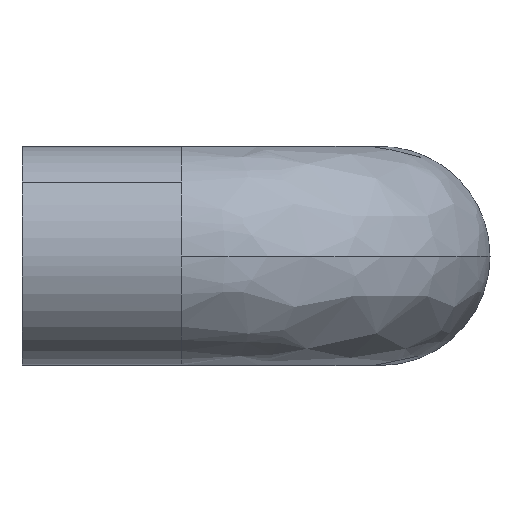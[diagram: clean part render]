
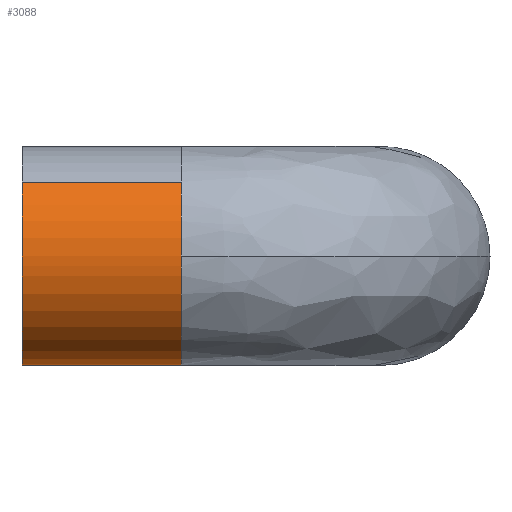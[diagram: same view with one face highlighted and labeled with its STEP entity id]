
A CAD part, left-side view. The second image highlights one B-rep face of the part: STEP entity #3088.
In plain terms, the highlighted free-form (B-spline) face has degree [2, 1] with [5, 2] control points.
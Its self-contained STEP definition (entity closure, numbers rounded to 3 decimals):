
#2653=CARTESIAN_POINT('',(-5.5,-8.,0.));
#2654=VERTEX_POINT('',#2653);
#2709=CARTESIAN_POINT('',(-4.055,-8.,3.716));
#2710=VERTEX_POINT('',#2709);
#2721=CARTESIAN_POINT('',(-5.5,-8.,0.));
#2722=CARTESIAN_POINT('',(-5.5,-8.,0.489));
#2723=CARTESIAN_POINT('',(-5.375,-8.,1.424));
#2724=CARTESIAN_POINT('',(-4.856,-8.,2.692));
#2725=CARTESIAN_POINT('',(-4.342,-8.,3.402));
#2726=CARTESIAN_POINT('',(-4.055,-8.,3.716));
#2727=B_SPLINE_CURVE_WITH_KNOTS('',3,(#2721,#2722,#2723,#2724,#2725,#2726),.UNSPECIFIED.,.F.,.U.,(4,1,1,4),(0.,1.466,2.805,4.08),.UNSPECIFIED.);
#2728=EDGE_CURVE('',#2654,#2710,#2727,.T.);
#2763=CARTESIAN_POINT('',(0.0,-8.0,-5.5));
#2764=VERTEX_POINT('',#2763);
#2765=CARTESIAN_POINT('',(0.0,-8.0,-5.5));
#2766=CARTESIAN_POINT('',(-0.292,-8.,-5.5));
#2767=CARTESIAN_POINT('',(-0.922,-8.,-5.45));
#2768=CARTESIAN_POINT('',(-1.776,-8.,-5.23));
#2769=CARTESIAN_POINT('',(-2.685,-8.,-4.834));
#2770=CARTESIAN_POINT('',(-3.457,-8.,-4.318));
#2771=CARTESIAN_POINT('',(-4.184,-8.,-3.609));
#2772=CARTESIAN_POINT('',(-4.718,-8.,-2.88));
#2773=CARTESIAN_POINT('',(-5.159,-8.,-1.99));
#2774=CARTESIAN_POINT('',(-5.436,-8.,-1.035));
#2775=CARTESIAN_POINT('',(-5.5,-8.,-0.337));
#2776=CARTESIAN_POINT('',(-5.5,-8.,0.));
#2777=B_SPLINE_CURVE_WITH_KNOTS('',3,(#2765,#2766,#2767,#2768,#2769,#2770,#2771,#2772,#2773,#2774,#2775,#2776),.UNSPECIFIED.,.F.,.U.,(4,1,1,1,1,1,1,1,1,4),(0.,0.877,1.89,2.632,3.847,4.657,5.67,6.547,7.627,8.639),.UNSPECIFIED.);
#2778=EDGE_CURVE('',#2764,#2654,#2777,.T.);
#2780=CARTESIAN_POINT('',(4.055,-8.,-3.716));
#2781=VERTEX_POINT('',#2780);
#2782=CARTESIAN_POINT('',(4.055,-8.,-3.716));
#2783=CARTESIAN_POINT('',(3.814,-8.,-3.978));
#2784=CARTESIAN_POINT('',(3.335,-8.,-4.409));
#2785=CARTESIAN_POINT('',(2.486,-8.,-4.938));
#2786=CARTESIAN_POINT('',(1.401,-8.,-5.374));
#2787=CARTESIAN_POINT('',(0.522,-8.,-5.5));
#2788=CARTESIAN_POINT('',(0.0,-8.0,-5.5));
#2789=B_SPLINE_CURVE_WITH_KNOTS('',3,(#2782,#2783,#2784,#2785,#2786,#2787,#2788),.UNSPECIFIED.,.F.,.U.,(4,1,1,1,4),(0.,1.069,1.924,2.992,4.56),.UNSPECIFIED.);
#2790=EDGE_CURVE('',#2781,#2764,#2789,.T.);
#2967=CARTESIAN_POINT('',(4.055,0.,-3.716));
#2968=VERTEX_POINT('',#2967);
#2996=CARTESIAN_POINT('',(-4.055,0.,3.716));
#2997=VERTEX_POINT('',#2996);
#3008=CARTESIAN_POINT('',(-4.055,0.,3.716));
#3009=CARTESIAN_POINT('',(-4.055,-8.,3.716));
#3010=QUASI_UNIFORM_CURVE('',1,(#3008,#3009),.UNSPECIFIED.,.F.,.U.);
#3011=EDGE_CURVE('',#2997,#2710,#3010,.T.);
#3016=CARTESIAN_POINT('',(4.055,0.,-3.716));
#3017=CARTESIAN_POINT('',(4.055,-8.,-3.716));
#3018=QUASI_UNIFORM_CURVE('',1,(#3016,#3017),.UNSPECIFIED.,.F.,.U.);
#3019=EDGE_CURVE('',#2968,#2781,#3018,.T.);
#3024=CARTESIAN_POINT('',(-4.055,0.2,3.716));
#3025=CARTESIAN_POINT('',(-7.771,0.2,-0.339));
#3026=CARTESIAN_POINT('',(-3.716,0.2,-4.055));
#3027=CARTESIAN_POINT('',(0.339,0.2,-7.771));
#3028=CARTESIAN_POINT('',(4.055,0.2,-3.716));
#3029=CARTESIAN_POINT('',(-4.055,-8.205,3.716));
#3030=CARTESIAN_POINT('',(-7.771,-8.205,-0.339));
#3031=CARTESIAN_POINT('',(-3.716,-8.205,-4.055));
#3032=CARTESIAN_POINT('',(0.339,-8.205,-7.771));
#3033=CARTESIAN_POINT('',(4.055,-8.205,-3.716));
#3041=(BOUNDED_SURFACE()B_SPLINE_SURFACE(2,1,((#3024,#3029),(#3025,#3030),(#3026,#3031),(#3027,#3032),(#3028,#3033)),.UNSPECIFIED.,.F.,.F.,.U.)B_SPLINE_SURFACE_WITH_KNOTS((3,2,3),(2,2),(0.0,9.113,18.225),(0.0,8.405),.UNSPECIFIED.)GEOMETRIC_REPRESENTATION_ITEM()RATIONAL_B_SPLINE_SURFACE(((1.0,1.0),(0.707,0.707),(1.0,1.0),(0.707,0.707),(1.0,1.0)))REPRESENTATION_ITEM('')SURFACE());
#3042=CARTESIAN_POINT('',(0.0,0.0,-5.5));
#3043=VERTEX_POINT('',#3042);
#3044=CARTESIAN_POINT('',(4.055,0.,-3.716));
#3045=CARTESIAN_POINT('',(3.814,0.,-3.978));
#3046=CARTESIAN_POINT('',(3.229,0.,-4.505));
#3047=CARTESIAN_POINT('',(2.252,0.,-5.061));
#3048=CARTESIAN_POINT('',(1.14,0.,-5.419));
#3049=CARTESIAN_POINT('',(0.404,0.,-5.5));
#3050=CARTESIAN_POINT('',(0.0,0.0,-5.5));
#3051=B_SPLINE_CURVE_WITH_KNOTS('',3,(#3044,#3045,#3046,#3047,#3048,#3049,#3050),.UNSPECIFIED.,.F.,.U.,(4,1,1,1,4),(0.,1.069,2.351,3.349,4.56),.UNSPECIFIED.);
#3052=EDGE_CURVE('',#2968,#3043,#3051,.T.);
#3053=ORIENTED_EDGE('',*,*,#3052,.F.);
#3054=ORIENTED_EDGE('',*,*,#3019,.T.);
#3055=ORIENTED_EDGE('',*,*,#2790,.T.);
#3056=ORIENTED_EDGE('',*,*,#2778,.T.);
#3057=ORIENTED_EDGE('',*,*,#2728,.T.);
#3058=ORIENTED_EDGE('',*,*,#3011,.F.);
#3059=CARTESIAN_POINT('',(-5.5,0.0,0.));
#3060=VERTEX_POINT('',#3059);
#3061=CARTESIAN_POINT('',(-5.5,0.0,0.));
#3062=CARTESIAN_POINT('',(-5.5,0.,0.382));
#3063=CARTESIAN_POINT('',(-5.44,0.,0.956));
#3064=CARTESIAN_POINT('',(-5.215,0.,1.799));
#3065=CARTESIAN_POINT('',(-4.839,0.,2.705));
#3066=CARTESIAN_POINT('',(-4.385,0.,3.356));
#3067=CARTESIAN_POINT('',(-4.055,0.,3.716));
#3068=B_SPLINE_CURVE_WITH_KNOTS('',3,(#3061,#3062,#3063,#3064,#3065,#3066,#3067),.UNSPECIFIED.,.F.,.U.,(4,1,1,1,4),(0.,1.147,1.721,2.614,4.08),.UNSPECIFIED.);
#3069=EDGE_CURVE('',#3060,#2997,#3068,.T.);
#3070=ORIENTED_EDGE('',*,*,#3069,.F.);
#3071=CARTESIAN_POINT('',(0.0,0.0,-5.5));
#3072=CARTESIAN_POINT('',(-0.427,0.0,-5.5));
#3073=CARTESIAN_POINT('',(-1.192,0.0,-5.41));
#3074=CARTESIAN_POINT('',(-2.199,0.0,-5.071));
#3075=CARTESIAN_POINT('',(-2.953,0.0,-4.662));
#3076=CARTESIAN_POINT('',(-3.586,0.0,-4.192));
#3077=CARTESIAN_POINT('',(-4.281,0.0,-3.515));
#3078=CARTESIAN_POINT('',(-4.853,0.0,-2.669));
#3079=CARTESIAN_POINT('',(-5.215,0.0,-1.794));
#3080=CARTESIAN_POINT('',(-5.439,0.0,-0.967));
#3081=CARTESIAN_POINT('',(-5.5,0.0,-0.382));
#3082=CARTESIAN_POINT('',(-5.5,0.0,0.));
#3083=B_SPLINE_CURVE_WITH_KNOTS('',3,(#3071,#3072,#3073,#3074,#3075,#3076,#3077,#3078,#3079,#3080,#3081,#3082),.UNSPECIFIED.,.F.,.U.,(4,1,1,1,1,1,1,1,1,4),(0.,1.282,2.295,3.172,3.847,4.657,6.075,6.885,7.492,8.639),.UNSPECIFIED.);
#3084=EDGE_CURVE('',#3043,#3060,#3083,.T.);
#3085=ORIENTED_EDGE('',*,*,#3084,.F.);
#3086=EDGE_LOOP('',(#3053,#3054,#3055,#3056,#3057,#3058,#3070,#3085));
#3087=FACE_OUTER_BOUND('',#3086,.T.);
#3088=ADVANCED_FACE('',(#3087),#3041,.T.);
